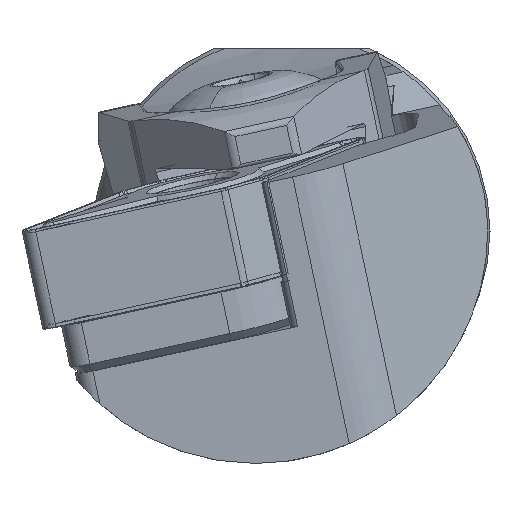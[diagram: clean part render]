
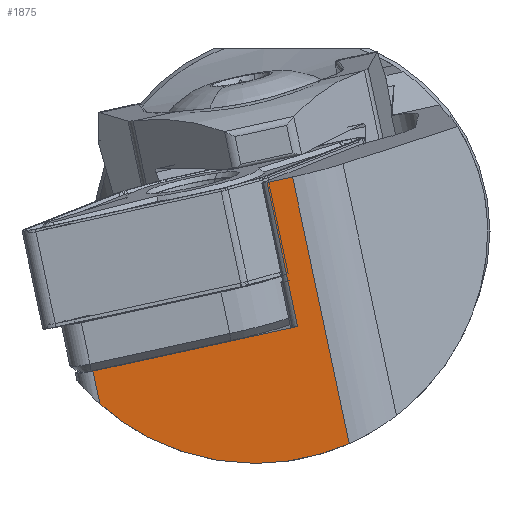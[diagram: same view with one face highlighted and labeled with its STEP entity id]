
A CAD part, left-side view. The second image highlights one B-rep face of the part: STEP entity #1875.
In plain terms, the highlighted planar face has unit normal (-0.993, -0.072, -0.091).
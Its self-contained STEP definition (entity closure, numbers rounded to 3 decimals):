
#479 = CARTESIAN_POINT ( 'NONE',  ( 5.674, -8.262, -35.211 ) ) ;
#604 = LINE ( 'NONE', #14103, #7749 ) ;
#706 = DIRECTION ( 'NONE',  ( 0.105, -0.207, -0.973 ) ) ;
#788 = CARTESIAN_POINT ( 'NONE',  ( 1.961, 12.09, -10.898 ) ) ;
#892 = VECTOR ( 'NONE', #5468, 1000. ) ;
#897 = DIRECTION ( 'NONE',  ( 0.993, 0.072, 0.091 ) ) ;
#989 = CARTESIAN_POINT ( 'NONE',  ( 1.739, 12.529, -8.833 ) ) ;
#1580 = ORIENTED_EDGE ( 'NONE', *, *, #8007, .T. ) ;
#1875 = ADVANCED_FACE ( 'NONE', ( #3896 ), #5966, .F. ) ;
#2249 = CARTESIAN_POINT ( 'NONE',  ( 3.016, 2.3, -14.65 ) ) ;
#2294 = DIRECTION ( 'NONE',  ( 0., -0.786, 0.619 ) ) ;
#2976 = CARTESIAN_POINT ( 'NONE',  ( 0.764, 14.458, 0.243 ) ) ;
#3037 = CARTESIAN_POINT ( 'NONE',  ( 0.847, 2.728, 8.574 ) ) ;
#3136 = CARTESIAN_POINT ( 'NONE',  ( 1.44, 1.556, 3.058 ) ) ;
#3336 = LINE ( 'NONE', #3037, #6230 ) ;
#3896 = FACE_OUTER_BOUND ( 'NONE', #15504, .T. ) ;
#4117 = VERTEX_POINT ( 'NONE', #6753 ) ;
#4234 = DIRECTION ( 'NONE',  ( 0.105, -0.207, -0.973 ) ) ;
#4249 = VERTEX_POINT ( 'NONE', #3136 ) ;
#4453 = ORIENTED_EDGE ( 'NONE', *, *, #9348, .F. ) ;
#4523 = CARTESIAN_POINT ( 'NONE',  ( 1.524, -0.053, 3.409 ) ) ;
#5180 = CARTESIAN_POINT ( 'NONE',  ( 2.415, -0.373, -6.018 ) ) ;
#5243 = LINE ( 'NONE', #479, #9659 ) ;
#5468 = DIRECTION ( 'NONE',  ( -0.051, 0.976, -0.213 ) ) ;
#5803 = CARTESIAN_POINT ( 'NONE',  ( 4.914, 6.249, -38.377 ) ) ;
#5905 = CARTESIAN_POINT ( 'NONE',  ( 3.016, 2.3, -14.65 ) ) ;
#5966 = PLANE ( 'NONE',  #8160 ) ;
#6167 = ORIENTED_EDGE ( 'NONE', *, *, #15598, .T. ) ;
#6230 = VECTOR ( 'NONE', #4234, 1000. ) ;
#6344 = EDGE_CURVE ( 'NONE', #11577, #4117, #11980, .T. ) ;
#6584 =( BOUNDED_CURVE ( )  B_SPLINE_CURVE ( 3, ( #5905, #6987, #10614, #788 ),
 .UNSPECIFIED., .F., .F. ) 
 B_SPLINE_CURVE_WITH_KNOTS ( ( 4, 4 ),
 ( 0.667, 1.399 ),
 .UNSPECIFIED. ) 
 CURVE ( )  GEOMETRIC_REPRESENTATION_ITEM ( )  RATIONAL_B_SPLINE_CURVE ( ( 1., 0.956, 0.956, 1. ) ) 
 REPRESENTATION_ITEM ( '' )  );
#6600 = ORIENTED_EDGE ( 'NONE', *, *, #6344, .F. ) ;
#6753 = CARTESIAN_POINT ( 'NONE',  ( 3.016, 2.3, -14.65 ) ) ;
#6987 = CARTESIAN_POINT ( 'NONE',  ( 2.751, 5.956, -14.65 ) ) ;
#7160 = CARTESIAN_POINT ( 'NONE',  ( 3.33, -3.626, -13.398 ) ) ;
#7749 = VECTOR ( 'NONE', #9063, 1000. ) ;
#8007 = EDGE_CURVE ( 'NONE', #10844, #14617, #11659, .T. ) ;
#8160 = AXIS2_PLACEMENT_3D ( 'NONE', #5803, #897, #2294 ) ;
#8401 = CARTESIAN_POINT ( 'NONE',  ( 3.165, 0.252, -14.65 ) ) ;
#8885 = EDGE_CURVE ( 'NONE', #4117, #14617, #6584, .T. ) ;
#9063 = DIRECTION ( 'NONE',  ( -0.051, 0.976, -0.213 ) ) ;
#9198 = LINE ( 'NONE', #2976, #892 ) ;
#9225 = EDGE_CURVE ( 'NONE', #13750, #10844, #604, .T. ) ;
#9341 = VECTOR ( 'NONE', #706, 1000. ) ;
#9348 = EDGE_CURVE ( 'NONE', #9566, #11577, #5243, .T. ) ;
#9468 = ORIENTED_EDGE ( 'NONE', *, *, #12920, .T. ) ;
#9566 = VERTEX_POINT ( 'NONE', #4523 ) ;
#9659 = VECTOR ( 'NONE', #14163, 1000. ) ;
#10075 = CARTESIAN_POINT ( 'NONE',  ( 3.33, -3.626, -13.398 ) ) ;
#10614 = CARTESIAN_POINT ( 'NONE',  ( 2.383, 9.37, -13.342 ) ) ;
#10844 = VERTEX_POINT ( 'NONE', #989 ) ;
#11577 = VERTEX_POINT ( 'NONE', #10075 ) ;
#11659 = LINE ( 'NONE', #14383, #9341 ) ;
#11980 =( BOUNDED_CURVE ( )  B_SPLINE_CURVE ( 3, ( #7160, #12283, #8401, #2249 ),
 .UNSPECIFIED., .F., .T. ) 
 B_SPLINE_CURVE_WITH_KNOTS ( ( 4, 4 ),
 ( 0.251, 0.667 ),
 .UNSPECIFIED. ) 
 CURVE ( )  GEOMETRIC_REPRESENTATION_ITEM ( )  RATIONAL_B_SPLINE_CURVE ( ( 1., 0.986, 0.986, 1. ) ) 
 REPRESENTATION_ITEM ( '' )  );
#12283 = CARTESIAN_POINT ( 'NONE',  ( 3.271, -1.752, -14.227 ) ) ;
#12920 = EDGE_CURVE ( 'NONE', #9566, #4249, #9198, .T. ) ;
#13185 = ORIENTED_EDGE ( 'NONE', *, *, #9225, .T. ) ;
#13750 = VERTEX_POINT ( 'NONE', #5180 ) ;
#14103 = CARTESIAN_POINT ( 'NONE',  ( 1.739, 12.529, -8.833 ) ) ;
#14163 = DIRECTION ( 'NONE',  ( 0.105, -0.207, -0.973 ) ) ;
#14323 = ORIENTED_EDGE ( 'NONE', *, *, #8885, .F. ) ;
#14383 = CARTESIAN_POINT ( 'NONE',  ( 4.914, 6.249, -38.377 ) ) ;
#14617 = VERTEX_POINT ( 'NONE', #15746 ) ;
#15504 = EDGE_LOOP ( 'NONE', ( #6167, #13185, #1580, #14323, #6600, #4453, #9468 ) ) ;
#15598 = EDGE_CURVE ( 'NONE', #4249, #13750, #3336, .T. ) ;
#15746 = CARTESIAN_POINT ( 'NONE',  ( 1.961, 12.09, -10.898 ) ) ;
